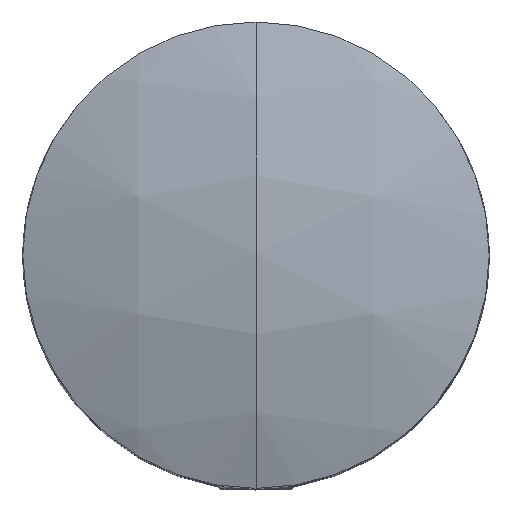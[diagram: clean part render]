
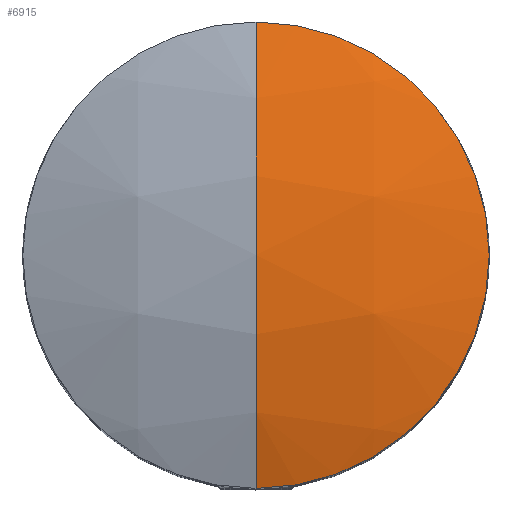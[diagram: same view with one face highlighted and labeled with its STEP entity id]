
A CAD part, top view. The second image highlights one B-rep face of the part: STEP entity #6915.
In plain terms, the highlighted spherical face has radius 37 mm.
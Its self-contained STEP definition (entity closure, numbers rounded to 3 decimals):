
#290 = AXIS2_PLACEMENT_3D ( 'NONE', #13890, #9530, #5072 ) ;
#325 = ORIENTED_EDGE ( 'NONE', *, *, #18086, .F. ) ;
#535 = CARTESIAN_POINT ( 'NONE',  ( 0., 0., -25. ) ) ;
#1940 = EDGE_CURVE ( 'NONE', #3989, #3711, #11500, .T. ) ;
#1997 = DIRECTION ( 'NONE',  ( 0., 1., 0. ) ) ;
#2123 = SPHERICAL_SURFACE ( 'NONE', #290, 37. ) ;
#2669 = EDGE_CURVE ( 'NONE', #8380, #14871, #15078, .T. ) ;
#2877 = ORIENTED_EDGE ( 'NONE', *, *, #18648, .F. ) ;
#3379 = ORIENTED_EDGE ( 'NONE', *, *, #2669, .T. ) ;
#3711 = VERTEX_POINT ( 'NONE', #6103 ) ;
#3989 = VERTEX_POINT ( 'NONE', #12654 ) ;
#5072 = DIRECTION ( 'NONE',  ( 0., 1., 0. ) ) ;
#5772 = CIRCLE ( 'NONE', #13230, 37. ) ;
#6103 = CARTESIAN_POINT ( 'NONE',  ( 12.5, 0., 9.825 ) ) ;
#6127 = CARTESIAN_POINT ( 'NONE',  ( 0., 0., -25. ) ) ;
#6221 = CARTESIAN_POINT ( 'NONE',  ( 0., 0., 9.825 ) ) ;
#6700 = FACE_OUTER_BOUND ( 'NONE', #16225, .T. ) ;
#6915 = ADVANCED_FACE ( 'NONE', ( #6700 ), #2123, .T. ) ;
#7329 = CARTESIAN_POINT ( 'NONE',  ( 0., -12.5, 9.825 ) ) ;
#8380 = VERTEX_POINT ( 'NONE', #14830 ) ;
#9530 = DIRECTION ( 'NONE',  ( 1., 0., 0. ) ) ;
#9869 = DIRECTION ( 'NONE',  ( -1., 0., 0. ) ) ;
#10332 = CIRCLE ( 'NONE', #14774, 12.5 ) ;
#10592 = DIRECTION ( 'NONE',  ( -1., 0., 0. ) ) ;
#10620 = AXIS2_PLACEMENT_3D ( 'NONE', #18547, #11424, #9869 ) ;
#10756 = DIRECTION ( 'NONE',  ( 1., 0., 0. ) ) ;
#11424 = DIRECTION ( 'NONE',  ( 0., 0., -1. ) ) ;
#11500 = CIRCLE ( 'NONE', #10620, 12.5 ) ;
#12282 = DIRECTION ( 'NONE',  ( -1., 0., 0. ) ) ;
#12654 = CARTESIAN_POINT ( 'NONE',  ( 0., 12.5, 9.825 ) ) ;
#13230 = AXIS2_PLACEMENT_3D ( 'NONE', #6127, #10592, #16321 ) ;
#13593 = DIRECTION ( 'NONE',  ( 0., 0., -1. ) ) ;
#13890 = CARTESIAN_POINT ( 'NONE',  ( 0., 0., -25. ) ) ;
#14767 = AXIS2_PLACEMENT_3D ( 'NONE', #535, #10756, #1997 ) ;
#14774 = AXIS2_PLACEMENT_3D ( 'NONE', #6221, #13593, #12282 ) ;
#14830 = CARTESIAN_POINT ( 'NONE',  ( 0., 0., 12. ) ) ;
#14871 = VERTEX_POINT ( 'NONE', #7329 ) ;
#15078 = CIRCLE ( 'NONE', #14767, 37. ) ;
#15159 = ORIENTED_EDGE ( 'NONE', *, *, #1940, .F. ) ;
#16225 = EDGE_LOOP ( 'NONE', ( #325, #3379, #2877, #15159 ) ) ;
#16321 = DIRECTION ( 'NONE',  ( 0., 0., 1. ) ) ;
#18086 = EDGE_CURVE ( 'NONE', #8380, #3989, #5772, .T. ) ;
#18547 = CARTESIAN_POINT ( 'NONE',  ( 0., 0., 9.825 ) ) ;
#18648 = EDGE_CURVE ( 'NONE', #3711, #14871, #10332, .T. ) ;
